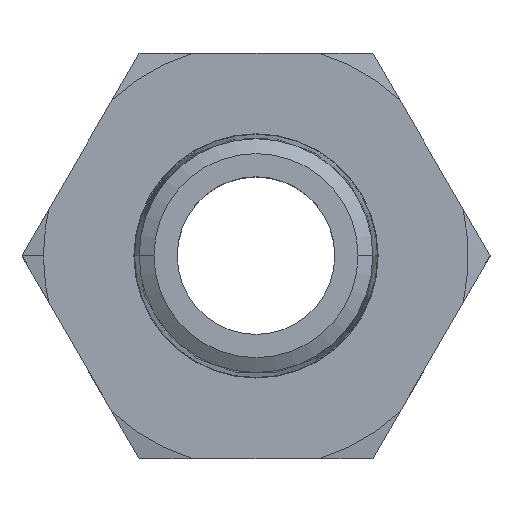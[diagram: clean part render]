
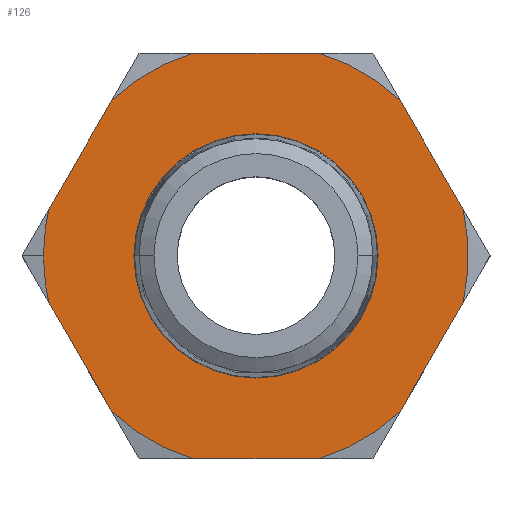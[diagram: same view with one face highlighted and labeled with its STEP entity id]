
A CAD part, top view. The second image highlights one B-rep face of the part: STEP entity #126.
In plain terms, the highlighted planar face has unit normal (0, 0, 1).
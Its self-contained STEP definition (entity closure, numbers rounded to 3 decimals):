
#17 = EDGE_CURVE ( 'NONE', #36, #33, #642, .T. ) ;
#33 = VERTEX_POINT ( 'NONE', #752 ) ;
#35 = EDGE_CURVE ( 'NONE', #33, #36, #763, .T. ) ;
#36 = VERTEX_POINT ( 'NONE', #746 ) ;
#118 = VERTEX_POINT ( 'NONE', #649 ) ;
#120 = EDGE_CURVE ( 'NONE', #118, #121, #651, .T. ) ;
#121 = VERTEX_POINT ( 'NONE', #790 ) ;
#122 = VERTEX_POINT ( 'NONE', #789 ) ;
#126 = ADVANCED_FACE ( 'NONE', ( #839, #838 ), #964, .F. ) ;
#127 = EDGE_LOOP ( 'NONE', ( #379, #380 ) ) ;
#128 = ORIENTED_EDGE ( 'NONE', *, *, #129, .T. ) ;
#129 = EDGE_CURVE ( 'NONE', #238, #122, #930, .T. ) ;
#130 = ORIENTED_EDGE ( 'NONE', *, *, #252, .F. ) ;
#131 = ORIENTED_EDGE ( 'NONE', *, *, #132, .T. ) ;
#132 = EDGE_CURVE ( 'NONE', #250, #121, #836, .T. ) ;
#133 = ORIENTED_EDGE ( 'NONE', *, *, #120, .F. ) ;
#134 = ORIENTED_EDGE ( 'NONE', *, *, #135, .T. ) ;
#135 = EDGE_CURVE ( 'NONE', #118, #348, #1006, .T. ) ;
#136 = ORIENTED_EDGE ( 'NONE', *, *, #426, .F. ) ;
#137 = ORIENTED_EDGE ( 'NONE', *, *, #138, .T. ) ;
#138 = EDGE_CURVE ( 'NONE', #439, #212, #1001, .T. ) ;
#139 = ORIENTED_EDGE ( 'NONE', *, *, #185, .F. ) ;
#182 = VERTEX_POINT ( 'NONE', #846 ) ;
#185 = EDGE_CURVE ( 'NONE', #182, #212, #844, .T. ) ;
#199 = VERTEX_POINT ( 'NONE', #881 ) ;
#206 = EDGE_CURVE ( 'NONE', #199, #207, #934, .T. ) ;
#207 = VERTEX_POINT ( 'NONE', #873 ) ;
#212 = VERTEX_POINT ( 'NONE', #868 ) ;
#238 = VERTEX_POINT ( 'NONE', #1217 ) ;
#240 = EDGE_CURVE ( 'NONE', #238, #481, #1146, .T. ) ;
#250 = VERTEX_POINT ( 'NONE', #1191 ) ;
#252 = EDGE_CURVE ( 'NONE', #250, #122, #1099, .T. ) ;
#336 = EDGE_LOOP ( 'NONE', ( #337, #425, #440, #422, #423, #128, #130, #131, #133, #134, #136, #137, #139 ) ) ;
#337 = ORIENTED_EDGE ( 'NONE', *, *, #424, .T. ) ;
#348 = VERTEX_POINT ( 'NONE', #1010 ) ;
#379 = ORIENTED_EDGE ( 'NONE', *, *, #17, .F. ) ;
#380 = ORIENTED_EDGE ( 'NONE', *, *, #35, .F. ) ;
#422 = ORIENTED_EDGE ( 'NONE', *, *, #553, .T. ) ;
#423 = ORIENTED_EDGE ( 'NONE', *, *, #240, .F. ) ;
#424 = EDGE_CURVE ( 'NONE', #182, #207, #1361, .T. ) ;
#425 = ORIENTED_EDGE ( 'NONE', *, *, #206, .F. ) ;
#426 = EDGE_CURVE ( 'NONE', #439, #348, #1356, .T. ) ;
#439 = VERTEX_POINT ( 'NONE', #1337 ) ;
#440 = ORIENTED_EDGE ( 'NONE', *, *, #441, .T. ) ;
#441 = EDGE_CURVE ( 'NONE', #199, #551, #1333, .T. ) ;
#481 = VERTEX_POINT ( 'NONE', #1293 ) ;
#551 = VERTEX_POINT ( 'NONE', #1622 ) ;
#553 = EDGE_CURVE ( 'NONE', #551, #481, #1620, .T. ) ;
#638 = DIRECTION ( 'NONE',  ( 1., 0., 0. ) ) ;
#639 = DIRECTION ( 'NONE',  ( 0., 0., 1. ) ) ;
#640 = CARTESIAN_POINT ( 'NONE',  ( 0., 0., 6.317 ) ) ;
#641 = AXIS2_PLACEMENT_3D ( 'NONE', #640, #639, #638 ) ;
#642 = CIRCLE ( 'NONE', #641, 10.847 ) ;
#649 = CARTESIAN_POINT ( 'NONE',  ( 18.402, -4.126, 6.317 ) ) ;
#651 = LINE ( 'NONE', #793, #792 ) ;
#746 = CARTESIAN_POINT ( 'NONE',  ( -10.847, 0., 6.317 ) ) ;
#750 = DIRECTION ( 'NONE',  ( 1., 0., 0. ) ) ;
#751 = DIRECTION ( 'NONE',  ( 0., 0., 1. ) ) ;
#752 = CARTESIAN_POINT ( 'NONE',  ( 10.847, 0., 6.317 ) ) ;
#761 = CARTESIAN_POINT ( 'NONE',  ( 0., 0., 6.317 ) ) ;
#762 = AXIS2_PLACEMENT_3D ( 'NONE', #761, #751, #750 ) ;
#763 = CIRCLE ( 'NONE', #762, 10.847 ) ;
#789 = CARTESIAN_POINT ( 'NONE',  ( -5.628, -18., 6.317 ) ) ;
#790 = CARTESIAN_POINT ( 'NONE',  ( 12.775, -13.874, 6.317 ) ) ;
#791 = DIRECTION ( 'NONE',  ( -0.5, -0.866, 0. ) ) ;
#792 = VECTOR ( 'NONE', #791, 1000. ) ;
#793 = CARTESIAN_POINT ( 'NONE',  ( 24.588, 6.588, 6.317 ) ) ;
#833 = DIRECTION ( 'NONE',  ( 1., 0., 0. ) ) ;
#834 = DIRECTION ( 'NONE',  ( 0., 0., 1. ) ) ;
#835 = AXIS2_PLACEMENT_3D ( 'NONE', #931, #834, #833 ) ;
#836 = CIRCLE ( 'NONE', #835, 18.859 ) ;
#838 = FACE_OUTER_BOUND ( 'NONE', #336, .T. ) ;
#839 = FACE_BOUND ( 'NONE', #127, .T. ) ;
#844 = LINE ( 'NONE', #958, #957 ) ;
#846 = CARTESIAN_POINT ( 'NONE',  ( -5.628, 18., 6.317 ) ) ;
#868 = CARTESIAN_POINT ( 'NONE',  ( 5.628, 18., 6.317 ) ) ;
#873 = CARTESIAN_POINT ( 'NONE',  ( -12.775, 13.874, 6.317 ) ) ;
#874 = DIRECTION ( 'NONE',  ( 0.5, 0.866, 0. ) ) ;
#875 = VECTOR ( 'NONE', #874, 1000. ) ;
#876 = CARTESIAN_POINT ( 'NONE',  ( -6.588, 24.588, 6.317 ) ) ;
#881 = CARTESIAN_POINT ( 'NONE',  ( -18.402, 4.126, 6.317 ) ) ;
#883 = AXIS2_PLACEMENT_3D ( 'NONE', #963, #933, #932 ) ;
#926 = DIRECTION ( 'NONE',  ( 1., 0., 0. ) ) ;
#927 = DIRECTION ( 'NONE',  ( 0., 0., 1. ) ) ;
#928 = CARTESIAN_POINT ( 'NONE',  ( 0., 0., 6.317 ) ) ;
#929 = AXIS2_PLACEMENT_3D ( 'NONE', #928, #927, #926 ) ;
#930 = CIRCLE ( 'NONE', #929, 18.859 ) ;
#931 = CARTESIAN_POINT ( 'NONE',  ( 0., 0., 6.317 ) ) ;
#932 = DIRECTION ( 'NONE',  ( -1., 0., 0. ) ) ;
#933 = DIRECTION ( 'NONE',  ( 0., 0., -1. ) ) ;
#934 = LINE ( 'NONE', #876, #875 ) ;
#956 = DIRECTION ( 'NONE',  ( 1., 0., 0. ) ) ;
#957 = VECTOR ( 'NONE', #956, 1000. ) ;
#958 = CARTESIAN_POINT ( 'NONE',  ( 0., 18., 6.317 ) ) ;
#963 = CARTESIAN_POINT ( 'NONE',  ( 0., 20.785, 6.317 ) ) ;
#964 = PLANE ( 'NONE',  #883 ) ;
#997 = DIRECTION ( 'NONE',  ( 1., 0., 0. ) ) ;
#998 = DIRECTION ( 'NONE',  ( 0., 0., 1. ) ) ;
#999 = CARTESIAN_POINT ( 'NONE',  ( 0., 0., 6.317 ) ) ;
#1000 = AXIS2_PLACEMENT_3D ( 'NONE', #999, #998, #997 ) ;
#1001 = CIRCLE ( 'NONE', #1000, 18.859 ) ;
#1002 = DIRECTION ( 'NONE',  ( 1., 0., 0. ) ) ;
#1003 = DIRECTION ( 'NONE',  ( 0., 0., 1. ) ) ;
#1004 = CARTESIAN_POINT ( 'NONE',  ( 0., 0., 6.317 ) ) ;
#1005 = AXIS2_PLACEMENT_3D ( 'NONE', #1004, #1003, #1002 ) ;
#1006 = CIRCLE ( 'NONE', #1005, 18.859 ) ;
#1010 = CARTESIAN_POINT ( 'NONE',  ( 18.402, 4.126, 6.317 ) ) ;
#1099 = LINE ( 'NONE', #1186, #1185 ) ;
#1143 = DIRECTION ( 'NONE',  ( -0.5, 0.866, 0. ) ) ;
#1144 = VECTOR ( 'NONE', #1143, 1000. ) ;
#1145 = CARTESIAN_POINT ( 'NONE',  ( -24.588, 6.588, 6.317 ) ) ;
#1146 = LINE ( 'NONE', #1145, #1144 ) ;
#1184 = DIRECTION ( 'NONE',  ( -1., 0., 0. ) ) ;
#1185 = VECTOR ( 'NONE', #1184, 1000. ) ;
#1186 = CARTESIAN_POINT ( 'NONE',  ( 0., -18., 6.317 ) ) ;
#1191 = CARTESIAN_POINT ( 'NONE',  ( 5.628, -18., 6.317 ) ) ;
#1217 = CARTESIAN_POINT ( 'NONE',  ( -12.775, -13.874, 6.317 ) ) ;
#1293 = CARTESIAN_POINT ( 'NONE',  ( -18.402, -4.126, 6.317 ) ) ;
#1329 = DIRECTION ( 'NONE',  ( 1., 0., 0. ) ) ;
#1330 = DIRECTION ( 'NONE',  ( 0., 0., 1. ) ) ;
#1331 = CARTESIAN_POINT ( 'NONE',  ( 0., 0., 6.317 ) ) ;
#1332 = AXIS2_PLACEMENT_3D ( 'NONE', #1331, #1330, #1329 ) ;
#1333 = CIRCLE ( 'NONE', #1332, 18.859 ) ;
#1337 = CARTESIAN_POINT ( 'NONE',  ( 12.775, 13.874, 6.317 ) ) ;
#1353 = DIRECTION ( 'NONE',  ( 0.5, -0.866, 0. ) ) ;
#1354 = VECTOR ( 'NONE', #1353, 1000. ) ;
#1355 = CARTESIAN_POINT ( 'NONE',  ( 6.588, 24.588, 6.317 ) ) ;
#1356 = LINE ( 'NONE', #1355, #1354 ) ;
#1357 = DIRECTION ( 'NONE',  ( 1., 0., 0. ) ) ;
#1358 = DIRECTION ( 'NONE',  ( 0., 0., 1. ) ) ;
#1359 = CARTESIAN_POINT ( 'NONE',  ( 0., 0., 6.317 ) ) ;
#1360 = AXIS2_PLACEMENT_3D ( 'NONE', #1359, #1358, #1357 ) ;
#1361 = CIRCLE ( 'NONE', #1360, 18.859 ) ;
#1616 = DIRECTION ( 'NONE',  ( 1., 0., 0. ) ) ;
#1617 = DIRECTION ( 'NONE',  ( 0., 0., 1. ) ) ;
#1618 = CARTESIAN_POINT ( 'NONE',  ( 0., 0., 6.317 ) ) ;
#1619 = AXIS2_PLACEMENT_3D ( 'NONE', #1618, #1617, #1616 ) ;
#1620 = CIRCLE ( 'NONE', #1619, 18.859 ) ;
#1622 = CARTESIAN_POINT ( 'NONE',  ( -18.859, 0., 6.317 ) ) ;
